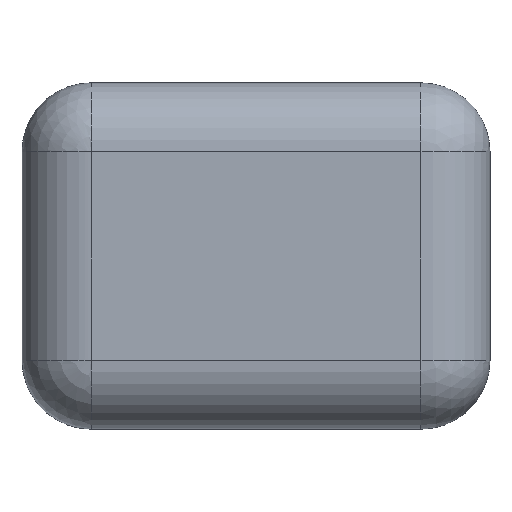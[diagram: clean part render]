
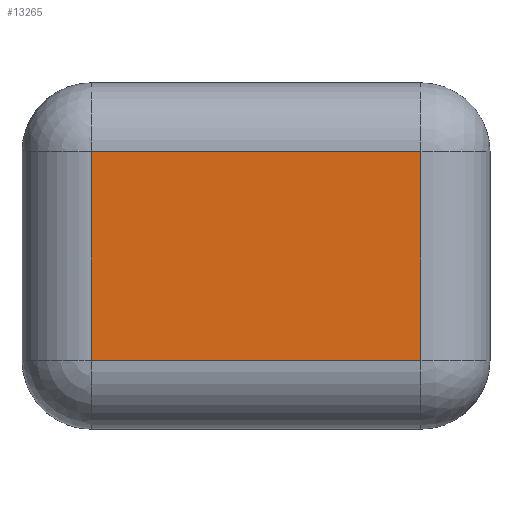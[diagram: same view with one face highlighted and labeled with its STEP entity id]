
A CAD part, front view. The second image highlights one B-rep face of the part: STEP entity #13265.
In plain terms, the highlighted planar face has unit normal (0, -1, 0).
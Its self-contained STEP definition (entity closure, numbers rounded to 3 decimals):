
#1151 = CARTESIAN_POINT ( 'NONE',  ( -191.212, -93.89, -120.713 ) ) ;
#2403 = VECTOR ( 'NONE', #32162, 1000. ) ;
#6583 = VERTEX_POINT ( 'NONE', #59660 ) ;
#7631 = VECTOR ( 'NONE', #73669, 1000. ) ;
#11027 = EDGE_LOOP ( 'NONE', ( #14853, #29386, #64527, #57076 ) ) ;
#13265 = ADVANCED_FACE ( 'NONE', ( #25658 ), #31876, .T. ) ;
#13707 = EDGE_CURVE ( 'NONE', #6583, #16056, #67589, .T. ) ;
#14274 = CARTESIAN_POINT ( 'NONE',  ( 191.212, -93.887, 0.003 ) ) ;
#14406 = LINE ( 'NONE', #31514, #70977 ) ;
#14432 = CARTESIAN_POINT ( 'NONE',  ( 191.212, -93.883, 120.719 ) ) ;
#14853 = ORIENTED_EDGE ( 'NONE', *, *, #37133, .T. ) ;
#16056 = VERTEX_POINT ( 'NONE', #14432 ) ;
#16862 = EDGE_CURVE ( 'NONE', #38774, #38528, #14406, .T. ) ;
#19431 = CARTESIAN_POINT ( 'NONE',  ( 0., -93.887, 0.003 ) ) ;
#21926 = CARTESIAN_POINT ( 'NONE',  ( 0., -93.89, -120.713 ) ) ;
#25658 = FACE_OUTER_BOUND ( 'NONE', #11027, .T. ) ;
#29386 = ORIENTED_EDGE ( 'NONE', *, *, #13707, .T. ) ;
#31514 = CARTESIAN_POINT ( 'NONE',  ( -191.212, -93.887, 0.003 ) ) ;
#31876 = PLANE ( 'NONE',  #52160 ) ;
#32162 = DIRECTION ( 'NONE',  ( 0., 0., 1. ) ) ;
#37133 = EDGE_CURVE ( 'NONE', #38528, #6583, #74063, .T. ) ;
#38528 = VERTEX_POINT ( 'NONE', #1151 ) ;
#38774 = VERTEX_POINT ( 'NONE', #64923 ) ;
#48631 = DIRECTION ( 'NONE',  ( -1., 0., 0. ) ) ;
#52160 = AXIS2_PLACEMENT_3D ( 'NONE', #19431, #67686, #68059 ) ;
#54465 = CARTESIAN_POINT ( 'NONE',  ( 0., -93.883, 120.719 ) ) ;
#55285 = DIRECTION ( 'NONE',  ( 0., 0., -1. ) ) ;
#56068 = EDGE_CURVE ( 'NONE', #16056, #38774, #71958, .T. ) ;
#57076 = ORIENTED_EDGE ( 'NONE', *, *, #16862, .T. ) ;
#59660 = CARTESIAN_POINT ( 'NONE',  ( 191.212, -93.89, -120.713 ) ) ;
#64527 = ORIENTED_EDGE ( 'NONE', *, *, #56068, .T. ) ;
#64923 = CARTESIAN_POINT ( 'NONE',  ( -191.212, -93.883, 120.719 ) ) ;
#67589 = LINE ( 'NONE', #14274, #2403 ) ;
#67686 = DIRECTION ( 'NONE',  ( 0., -1., 0. ) ) ;
#68059 = DIRECTION ( 'NONE',  ( 0., 0., -1. ) ) ;
#70977 = VECTOR ( 'NONE', #55285, 1000. ) ;
#71265 = VECTOR ( 'NONE', #48631, 1000. ) ;
#71958 = LINE ( 'NONE', #54465, #71265 ) ;
#73669 = DIRECTION ( 'NONE',  ( 1., 0., 0. ) ) ;
#74063 = LINE ( 'NONE', #21926, #7631 ) ;
